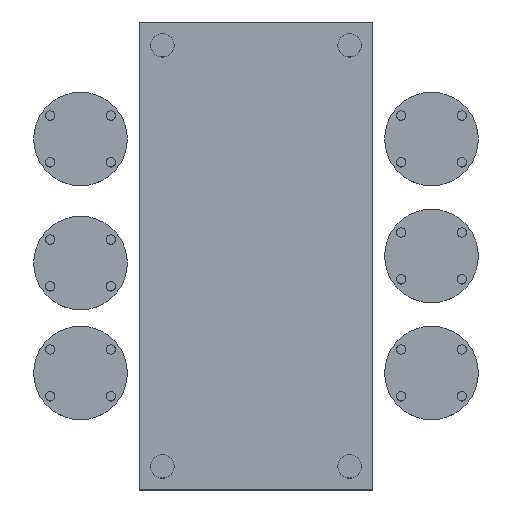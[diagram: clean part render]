
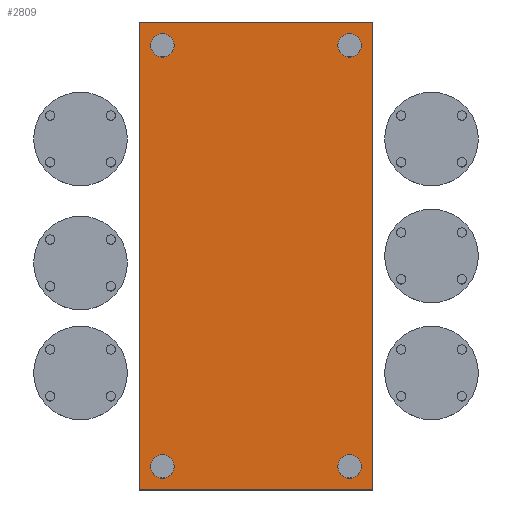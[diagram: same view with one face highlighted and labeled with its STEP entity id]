
A CAD part, top view. The second image highlights one B-rep face of the part: STEP entity #2809.
In plain terms, the highlighted planar face has unit normal (0, 0, 1).
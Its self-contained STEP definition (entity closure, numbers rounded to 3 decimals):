
#2609=CARTESIAN_POINT('',(200.,300.,5.));
#2610=VERTEX_POINT('',#2609);
#2617=CARTESIAN_POINT('',(200.,100.,5.));
#2618=VERTEX_POINT('',#2617);
#2619=CARTESIAN_POINT('',(200.,300.,5.));
#2620=DIRECTION('',(0.,-1.,0.));
#2621=VECTOR('',#2620,200.);
#2622=LINE('',#2619,#2621);
#2623=EDGE_CURVE('',#2610,#2618,#2622,.T.);
#2647=CARTESIAN_POINT('',(100.,300.,5.));
#2648=VERTEX_POINT('',#2647);
#2655=CARTESIAN_POINT('',(100.,300.,5.));
#2656=DIRECTION('',(1.,0.,-0.));
#2657=VECTOR('',#2656,100.);
#2658=LINE('',#2655,#2657);
#2659=EDGE_CURVE('',#2648,#2610,#2658,.T.);
#2678=CARTESIAN_POINT('',(100.,100.,5.));
#2679=VERTEX_POINT('',#2678);
#2686=CARTESIAN_POINT('',(100.,100.,5.));
#2687=DIRECTION('',(0.,1.,0.));
#2688=VECTOR('',#2687,200.);
#2689=LINE('',#2686,#2688);
#2690=EDGE_CURVE('',#2679,#2648,#2689,.T.);
#2708=CARTESIAN_POINT('',(200.,100.,5.));
#2709=DIRECTION('',(-1.,0.,0.));
#2710=VECTOR('',#2709,100.);
#2711=LINE('',#2708,#2710);
#2712=EDGE_CURVE('',#2618,#2679,#2711,.T.);
#2718=CARTESIAN_POINT('',(0.,0.,5.));
#2719=DIRECTION('',(0.,0.,1.));
#2720=DIRECTION('',(0.,1.,0.));
#2721=AXIS2_PLACEMENT_3D('',#2718,#2719,#2720);
#2722=PLANE('',#2721);
#2723=CARTESIAN_POINT('',(185.,110.,5.));
#2724=VERTEX_POINT('',#2723);
#2725=CARTESIAN_POINT('',(195.,110.,5.));
#2726=VERTEX_POINT('',#2725);
#2727=CARTESIAN_POINT('',(190.,110.,5.));
#2728=DIRECTION('',(0.,0.,1.));
#2729=DIRECTION('',(1.,0.,-0.));
#2730=AXIS2_PLACEMENT_3D('',#2727,#2728,#2729);
#2731=CIRCLE('',#2730,5.);
#2732=EDGE_CURVE('',#2724,#2726,#2731,.T.);
#2733=ORIENTED_EDGE('',*,*,#2732,.F.);
#2734=CARTESIAN_POINT('',(190.,110.,5.));
#2735=DIRECTION('',(0.,0.,1.));
#2736=DIRECTION('',(1.,0.,-0.));
#2737=AXIS2_PLACEMENT_3D('',#2734,#2735,#2736);
#2738=CIRCLE('',#2737,5.);
#2739=EDGE_CURVE('',#2726,#2724,#2738,.T.);
#2740=ORIENTED_EDGE('',*,*,#2739,.F.);
#2741=EDGE_LOOP('',(#2733,#2740));
#2742=FACE_BOUND('',#2741,.T.);
#2743=CARTESIAN_POINT('',(105.,110.,5.));
#2744=VERTEX_POINT('',#2743);
#2745=CARTESIAN_POINT('',(115.,110.,5.));
#2746=VERTEX_POINT('',#2745);
#2747=CARTESIAN_POINT('',(110.,110.,5.));
#2748=DIRECTION('',(0.,0.,1.));
#2749=DIRECTION('',(1.,0.,-0.));
#2750=AXIS2_PLACEMENT_3D('',#2747,#2748,#2749);
#2751=CIRCLE('',#2750,5.);
#2752=EDGE_CURVE('',#2744,#2746,#2751,.T.);
#2753=ORIENTED_EDGE('',*,*,#2752,.F.);
#2754=CARTESIAN_POINT('',(110.,110.,5.));
#2755=DIRECTION('',(0.,0.,1.));
#2756=DIRECTION('',(1.,0.,-0.));
#2757=AXIS2_PLACEMENT_3D('',#2754,#2755,#2756);
#2758=CIRCLE('',#2757,5.);
#2759=EDGE_CURVE('',#2746,#2744,#2758,.T.);
#2760=ORIENTED_EDGE('',*,*,#2759,.F.);
#2761=EDGE_LOOP('',(#2753,#2760));
#2762=FACE_BOUND('',#2761,.T.);
#2763=CARTESIAN_POINT('',(185.,290.,5.));
#2764=VERTEX_POINT('',#2763);
#2765=CARTESIAN_POINT('',(195.,290.,5.));
#2766=VERTEX_POINT('',#2765);
#2767=CARTESIAN_POINT('',(190.,290.,5.));
#2768=DIRECTION('',(0.,0.,1.));
#2769=DIRECTION('',(1.,0.,-0.));
#2770=AXIS2_PLACEMENT_3D('',#2767,#2768,#2769);
#2771=CIRCLE('',#2770,5.);
#2772=EDGE_CURVE('',#2764,#2766,#2771,.T.);
#2773=ORIENTED_EDGE('',*,*,#2772,.F.);
#2774=CARTESIAN_POINT('',(190.,290.,5.));
#2775=DIRECTION('',(0.,0.,1.));
#2776=DIRECTION('',(1.,0.,-0.));
#2777=AXIS2_PLACEMENT_3D('',#2774,#2775,#2776);
#2778=CIRCLE('',#2777,5.);
#2779=EDGE_CURVE('',#2766,#2764,#2778,.T.);
#2780=ORIENTED_EDGE('',*,*,#2779,.F.);
#2781=EDGE_LOOP('',(#2773,#2780));
#2782=FACE_BOUND('',#2781,.T.);
#2783=CARTESIAN_POINT('',(105.,290.,5.));
#2784=VERTEX_POINT('',#2783);
#2785=CARTESIAN_POINT('',(115.,290.,5.));
#2786=VERTEX_POINT('',#2785);
#2787=CARTESIAN_POINT('',(110.,290.,5.));
#2788=DIRECTION('',(0.,0.,1.));
#2789=DIRECTION('',(1.,0.,-0.));
#2790=AXIS2_PLACEMENT_3D('',#2787,#2788,#2789);
#2791=CIRCLE('',#2790,5.);
#2792=EDGE_CURVE('',#2784,#2786,#2791,.T.);
#2793=ORIENTED_EDGE('',*,*,#2792,.F.);
#2794=CARTESIAN_POINT('',(110.,290.,5.));
#2795=DIRECTION('',(0.,0.,1.));
#2796=DIRECTION('',(1.,0.,-0.));
#2797=AXIS2_PLACEMENT_3D('',#2794,#2795,#2796);
#2798=CIRCLE('',#2797,5.);
#2799=EDGE_CURVE('',#2786,#2784,#2798,.T.);
#2800=ORIENTED_EDGE('',*,*,#2799,.F.);
#2801=EDGE_LOOP('',(#2793,#2800));
#2802=FACE_BOUND('',#2801,.T.);
#2803=ORIENTED_EDGE('',*,*,#2623,.F.);
#2804=ORIENTED_EDGE('',*,*,#2659,.F.);
#2805=ORIENTED_EDGE('',*,*,#2690,.F.);
#2806=ORIENTED_EDGE('',*,*,#2712,.F.);
#2807=EDGE_LOOP('',(#2803,#2804,#2805,#2806));
#2808=FACE_BOUND('',#2807,.T.);
#2809=ADVANCED_FACE('',(#2742,#2762,#2782,#2802,#2808),#2722,.T.);
